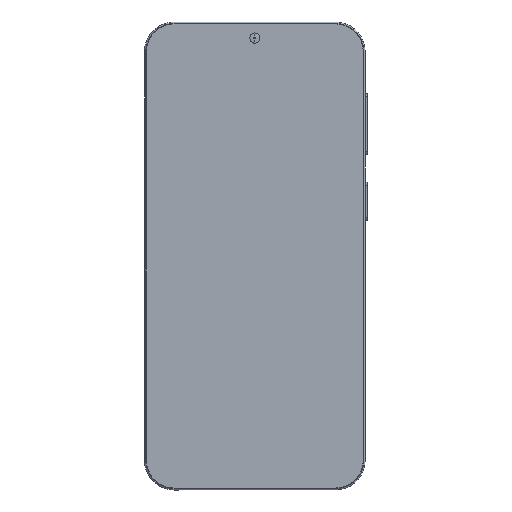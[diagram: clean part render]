
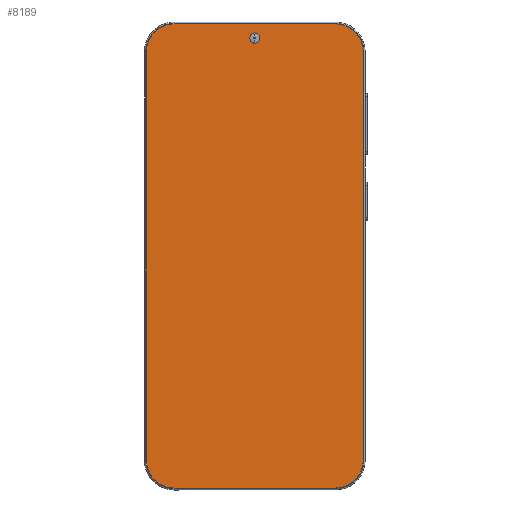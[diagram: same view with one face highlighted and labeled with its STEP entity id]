
A CAD part, top view. The second image highlights one B-rep face of the part: STEP entity #8189.
In plain terms, the highlighted planar face has unit normal (0, 0, 1).
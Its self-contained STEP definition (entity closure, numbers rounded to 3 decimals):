
#33 = VERTEX_POINT ( 'NONE', #2064 ) ;
#245 = DIRECTION ( 'NONE',  ( 0., 1., 0. ) ) ;
#265 = ORIENTED_EDGE ( 'NONE', *, *, #9257, .T. ) ;
#282 = DIRECTION ( 'NONE',  ( 0., 0., 1. ) ) ;
#350 = CIRCLE ( 'NONE', #2170, 9.372 ) ;
#412 = ORIENTED_EDGE ( 'NONE', *, *, #5573, .T. ) ;
#516 = VECTOR ( 'NONE', #245, 1000. ) ;
#557 = VECTOR ( 'NONE', #6344, 1000. ) ;
#609 = DIRECTION ( 'NONE',  ( 1., 0., 0. ) ) ;
#724 = CARTESIAN_POINT ( 'NONE',  ( 106.65, 16.578, 8.4 ) ) ;
#748 = EDGE_LOOP ( 'NONE', ( #265, #1257, #7893, #1856, #4896, #412, #10711, #2061 ) ) ;
#755 = CARTESIAN_POINT ( 'NONE',  ( 106.65, -47.093, 8.4 ) ) ;
#767 = CARTESIAN_POINT ( 'NONE',  ( 106.65, 25.95, 8.4 ) ) ;
#881 = CARTESIAN_POINT ( 'NONE',  ( 116.021, -37.722, 8.4 ) ) ;
#906 = VERTEX_POINT ( 'NONE', #11147 ) ;
#911 = DIRECTION ( 'NONE',  ( 1., 0., 0. ) ) ;
#1080 = AXIS2_PLACEMENT_3D ( 'NONE', #3324, #9319, #6006 ) ;
#1257 = ORIENTED_EDGE ( 'NONE', *, *, #9620, .T. ) ;
#1367 = DIRECTION ( 'NONE',  ( 1., 0., 0. ) ) ;
#1657 = VERTEX_POINT ( 'NONE', #767 ) ;
#1702 = CARTESIAN_POINT ( 'NONE',  ( 112.95, -10.572, 8.4 ) ) ;
#1829 = DIRECTION ( 'NONE',  ( 0., 0., 1. ) ) ;
#1856 = ORIENTED_EDGE ( 'NONE', *, *, #3989, .T. ) ;
#2061 = ORIENTED_EDGE ( 'NONE', *, *, #10988, .T. ) ;
#2064 = CARTESIAN_POINT ( 'NONE',  ( 116.021, 16.578, 8.4 ) ) ;
#2170 = AXIS2_PLACEMENT_3D ( 'NONE', #4594, #282, #3735 ) ;
#2646 = CARTESIAN_POINT ( 'NONE',  ( -30.95, 25.95, 8.4 ) ) ;
#2739 = VERTEX_POINT ( 'NONE', #2646 ) ;
#2773 = DIRECTION ( 'NONE',  ( 0., 0., 1. ) ) ;
#2833 = ORIENTED_EDGE ( 'NONE', *, *, #7307, .F. ) ;
#2869 = CARTESIAN_POINT ( 'NONE',  ( 106.65, 25.95, 8.4 ) ) ;
#2960 = FACE_BOUND ( 'NONE', #8620, .T. ) ;
#3169 = CARTESIAN_POINT ( 'NONE',  ( -40.322, 16.578, 8.4 ) ) ;
#3271 = CARTESIAN_POINT ( 'NONE',  ( -40.322, -37.722, 8.4 ) ) ;
#3324 = CARTESIAN_POINT ( 'NONE',  ( -30.95, -37.722, 8.4 ) ) ;
#3523 = VERTEX_POINT ( 'NONE', #9655 ) ;
#3615 = AXIS2_PLACEMENT_3D ( 'NONE', #9169, #6426, #1367 ) ;
#3648 = EDGE_CURVE ( 'NONE', #6780, #10696, #9042, .T. ) ;
#3735 = DIRECTION ( 'NONE',  ( 1., 0., 0. ) ) ;
#3791 = CIRCLE ( 'NONE', #1080, 9.372 ) ;
#3860 = VERTEX_POINT ( 'NONE', #1702 ) ;
#3989 = EDGE_CURVE ( 'NONE', #3523, #6780, #9674, .T. ) ;
#4013 = ORIENTED_EDGE ( 'NONE', *, *, #5203, .F. ) ;
#4127 = EDGE_CURVE ( 'NONE', #33, #1657, #6849, .T. ) ;
#4138 = AXIS2_PLACEMENT_3D ( 'NONE', #5154, #2773, #11255 ) ;
#4429 = DIRECTION ( 'NONE',  ( 1., 0., 0. ) ) ;
#4530 = LINE ( 'NONE', #8818, #10531 ) ;
#4581 = DIRECTION ( 'NONE',  ( 0., -1., 0. ) ) ;
#4594 = CARTESIAN_POINT ( 'NONE',  ( -30.95, 16.578, 8.4 ) ) ;
#4896 = ORIENTED_EDGE ( 'NONE', *, *, #3648, .T. ) ;
#5015 = VERTEX_POINT ( 'NONE', #3169 ) ;
#5154 = CARTESIAN_POINT ( 'NONE',  ( 111.25, -10.572, 8.4 ) ) ;
#5194 = LINE ( 'NONE', #881, #516 ) ;
#5203 = EDGE_CURVE ( 'NONE', #906, #3860, #7967, .T. ) ;
#5395 = AXIS2_PLACEMENT_3D ( 'NONE', #724, #6800, #609 ) ;
#5573 = EDGE_CURVE ( 'NONE', #10696, #33, #5194, .T. ) ;
#5719 = CARTESIAN_POINT ( 'NONE',  ( 116.021, -37.722, 8.4 ) ) ;
#6006 = DIRECTION ( 'NONE',  ( 1., 0., 0. ) ) ;
#6324 = CARTESIAN_POINT ( 'NONE',  ( 106.65, -37.722, 8.4 ) ) ;
#6344 = DIRECTION ( 'NONE',  ( -1., 0., 0. ) ) ;
#6426 = DIRECTION ( 'NONE',  ( 0., 0., 1. ) ) ;
#6780 = VERTEX_POINT ( 'NONE', #755 ) ;
#6800 = DIRECTION ( 'NONE',  ( 0., 0., 1. ) ) ;
#6849 = CIRCLE ( 'NONE', #5395, 9.372 ) ;
#6881 = AXIS2_PLACEMENT_3D ( 'NONE', #10173, #9435, #8525 ) ;
#7218 = VECTOR ( 'NONE', #911, 1000. ) ;
#7307 = EDGE_CURVE ( 'NONE', #3860, #906, #7973, .T. ) ;
#7335 = EDGE_CURVE ( 'NONE', #7370, #3523, #3791, .T. ) ;
#7370 = VERTEX_POINT ( 'NONE', #3271 ) ;
#7893 = ORIENTED_EDGE ( 'NONE', *, *, #7335, .T. ) ;
#7896 = CARTESIAN_POINT ( 'NONE',  ( -30.95, -47.093, 8.4 ) ) ;
#7967 = CIRCLE ( 'NONE', #4138, 1.7 ) ;
#7973 = CIRCLE ( 'NONE', #6881, 1.7 ) ;
#8082 = PLANE ( 'NONE',  #3615 ) ;
#8189 = ADVANCED_FACE ( 'NONE', ( #2960, #9121 ), #8082, .T. ) ;
#8525 = DIRECTION ( 'NONE',  ( 1., 0., 0. ) ) ;
#8620 = EDGE_LOOP ( 'NONE', ( #4013, #2833 ) ) ;
#8674 = AXIS2_PLACEMENT_3D ( 'NONE', #6324, #1829, #4429 ) ;
#8818 = CARTESIAN_POINT ( 'NONE',  ( -40.322, 16.578, 8.4 ) ) ;
#9042 = CIRCLE ( 'NONE', #8674, 9.372 ) ;
#9121 = FACE_OUTER_BOUND ( 'NONE', #748, .T. ) ;
#9169 = CARTESIAN_POINT ( 'NONE',  ( -30.95, 16.578, 8.4 ) ) ;
#9257 = EDGE_CURVE ( 'NONE', #2739, #5015, #350, .T. ) ;
#9319 = DIRECTION ( 'NONE',  ( 0., 0., 1. ) ) ;
#9435 = DIRECTION ( 'NONE',  ( 0., 0., 1. ) ) ;
#9620 = EDGE_CURVE ( 'NONE', #5015, #7370, #4530, .T. ) ;
#9655 = CARTESIAN_POINT ( 'NONE',  ( -30.95, -47.093, 8.4 ) ) ;
#9674 = LINE ( 'NONE', #7896, #7218 ) ;
#10173 = CARTESIAN_POINT ( 'NONE',  ( 111.25, -10.572, 8.4 ) ) ;
#10531 = VECTOR ( 'NONE', #4581, 1000. ) ;
#10676 = LINE ( 'NONE', #2869, #557 ) ;
#10696 = VERTEX_POINT ( 'NONE', #5719 ) ;
#10711 = ORIENTED_EDGE ( 'NONE', *, *, #4127, .T. ) ;
#10988 = EDGE_CURVE ( 'NONE', #1657, #2739, #10676, .T. ) ;
#11147 = CARTESIAN_POINT ( 'NONE',  ( 109.55, -10.572, 8.4 ) ) ;
#11255 = DIRECTION ( 'NONE',  ( 1., 0., 0. ) ) ;
